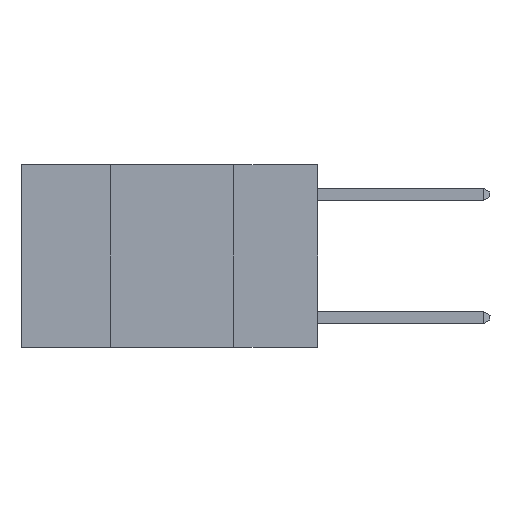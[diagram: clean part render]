
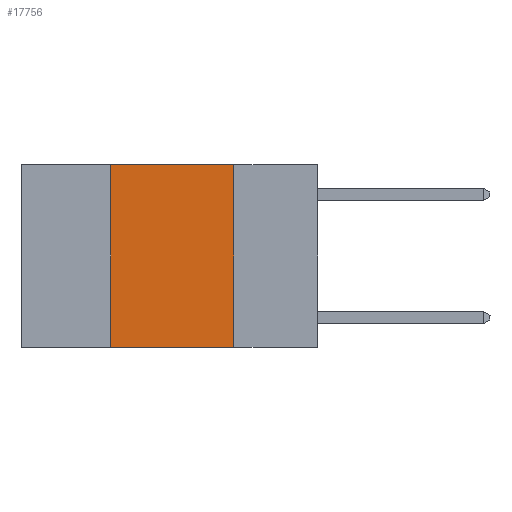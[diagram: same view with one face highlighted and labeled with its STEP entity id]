
A CAD part, left-side view. The second image highlights one B-rep face of the part: STEP entity #17756.
In plain terms, the highlighted planar face has unit normal (-1, 0, 0).
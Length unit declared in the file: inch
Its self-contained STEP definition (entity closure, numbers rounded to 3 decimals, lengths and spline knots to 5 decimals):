
#1200 = VECTOR ( 'NONE', #20017, 39.37008 ) ;
#2010 = CARTESIAN_POINT ( 'NONE',  ( 0., 0.6, 0. ) ) ;
#2206 = VECTOR ( 'NONE', #4137, 39.37008 ) ;
#4137 = DIRECTION ( 'NONE',  ( 0., -1., 0. ) ) ;
#5216 = DIRECTION ( 'NONE',  ( 0., -1., 0. ) ) ;
#5237 = ORIENTED_EDGE ( 'NONE', *, *, #25871, .F. ) ;
#6821 = LINE ( 'NONE', #11576, #1200 ) ;
#6884 = ORIENTED_EDGE ( 'NONE', *, *, #25405, .F. ) ;
#7848 = LINE ( 'NONE', #25860, #12745 ) ;
#8553 = ORIENTED_EDGE ( 'NONE', *, *, #15527, .F. ) ;
#10055 = CARTESIAN_POINT ( 'NONE',  ( 0., 0.6, 0. ) ) ;
#10169 = ORIENTED_EDGE ( 'NONE', *, *, #14140, .T. ) ;
#10660 = CARTESIAN_POINT ( 'NONE',  ( 0., 0.17, 0. ) ) ;
#11438 = VECTOR ( 'NONE', #5216, 39.37008 ) ;
#11576 = CARTESIAN_POINT ( 'NONE',  ( 0., 0.42, 0. ) ) ;
#12155 = DIRECTION ( 'NONE',  ( 0., 0., -1. ) ) ;
#12745 = VECTOR ( 'NONE', #17503, 39.37008 ) ;
#14140 = EDGE_CURVE ( 'NONE', #19998, #25055, #21981, .T. ) ;
#15527 = EDGE_CURVE ( 'NONE', #19998, #21664, #6821, .T. ) ;
#16484 = VERTEX_POINT ( 'NONE', #10660 ) ;
#17503 = DIRECTION ( 'NONE',  ( 0., 0., -1. ) ) ;
#17756 = ADVANCED_FACE ( 'NONE', ( #24780 ), #18475, .F. ) ;
#17839 = CARTESIAN_POINT ( 'NONE',  ( 0., 0.6, -0.37 ) ) ;
#18088 = EDGE_LOOP ( 'NONE', ( #6884, #5237, #8553, #10169 ) ) ;
#18475 = PLANE ( 'NONE',  #21780 ) ;
#19052 = LINE ( 'NONE', #2010, #2206 ) ;
#19998 = VERTEX_POINT ( 'NONE', #23137 ) ;
#20017 = DIRECTION ( 'NONE',  ( 0., 0., 1. ) ) ;
#21664 = VERTEX_POINT ( 'NONE', #26204 ) ;
#21780 = AXIS2_PLACEMENT_3D ( 'NONE', #10055, #24767, #12155 ) ;
#21981 = LINE ( 'NONE', #17839, #11438 ) ;
#22733 = CARTESIAN_POINT ( 'NONE',  ( 0., 0.17, -0.37 ) ) ;
#23137 = CARTESIAN_POINT ( 'NONE',  ( 0., 0.42, -0.37 ) ) ;
#24767 = DIRECTION ( 'NONE',  ( 1., 0., 0. ) ) ;
#24780 = FACE_OUTER_BOUND ( 'NONE', #18088, .T. ) ;
#25055 = VERTEX_POINT ( 'NONE', #22733 ) ;
#25405 = EDGE_CURVE ( 'NONE', #16484, #25055, #7848, .T. ) ;
#25860 = CARTESIAN_POINT ( 'NONE',  ( 0., 0.17, 0. ) ) ;
#25871 = EDGE_CURVE ( 'NONE', #21664, #16484, #19052, .T. ) ;
#26204 = CARTESIAN_POINT ( 'NONE',  ( 0., 0.42, 0. ) ) ;
